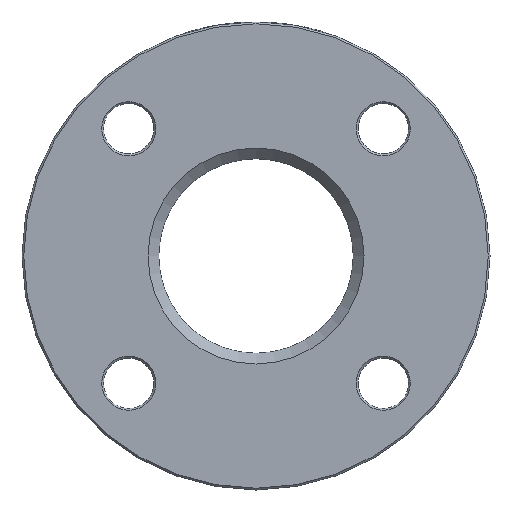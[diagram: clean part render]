
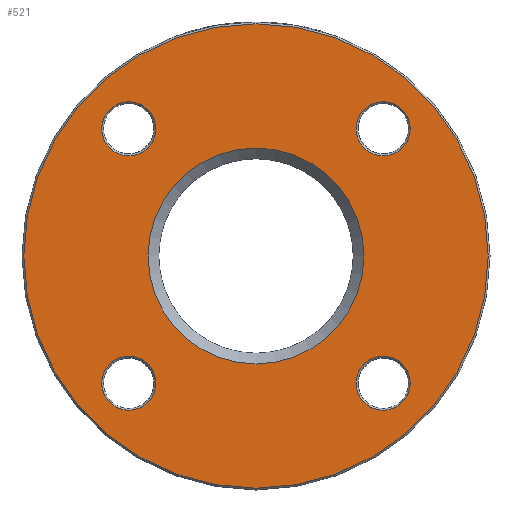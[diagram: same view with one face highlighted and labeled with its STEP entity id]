
A CAD part, left-side view. The second image highlights one B-rep face of the part: STEP entity #521.
In plain terms, the highlighted planar face has unit normal (-1, 0, 0).
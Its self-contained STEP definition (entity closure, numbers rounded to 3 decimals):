
#216 = DIRECTION ( 'NONE',  ( 1., 0., 0. ) ) ;
#224 = CARTESIAN_POINT ( 'NONE',  ( 0., 35.355, -35.355 ) ) ;
#297 = DIRECTION ( 'NONE',  ( 1., 0., 0. ) ) ;
#407 = DIRECTION ( 'NONE',  ( 0., 0., -1. ) ) ;
#434 = ORIENTED_EDGE ( 'NONE', *, *, #4663, .T. ) ;
#521 = ADVANCED_FACE ( 'NONE', ( #4722, #1715, #1369, #995, #632, #3581 ), #2836, .F. ) ;
#544 = EDGE_CURVE ( 'NONE', #4630, #4630, #2845, .T. ) ;
#560 = EDGE_LOOP ( 'NONE', ( #4475 ) ) ;
#609 = CARTESIAN_POINT ( 'NONE',  ( 0., 27., 0. ) ) ;
#632 = FACE_BOUND ( 'NONE', #560, .T. ) ;
#681 = EDGE_CURVE ( 'NONE', #4654, #4654, #2280, .T. ) ;
#743 = ORIENTED_EDGE ( 'NONE', *, *, #3163, .T. ) ;
#937 = CARTESIAN_POINT ( 'NONE',  ( 0., -35.355, 35.355 ) ) ;
#961 = DIRECTION ( 'NONE',  ( 0., 0., -1. ) ) ;
#995 = FACE_BOUND ( 'NONE', #4506, .T. ) ;
#1163 = EDGE_LOOP ( 'NONE', ( #743 ) ) ;
#1285 = VERTEX_POINT ( 'NONE', #2776 ) ;
#1346 = DIRECTION ( 'NONE',  ( 0., 0., -1. ) ) ;
#1357 = AXIS2_PLACEMENT_3D ( 'NONE', #4809, #3690, #961 ) ;
#1369 = FACE_BOUND ( 'NONE', #2441, .T. ) ;
#1443 = DIRECTION ( 'NONE',  ( 1., 0., 0. ) ) ;
#1489 = EDGE_CURVE ( 'NONE', #1649, #1649, #4135, .T. ) ;
#1499 = EDGE_LOOP ( 'NONE', ( #434 ) ) ;
#1589 = AXIS2_PLACEMENT_3D ( 'NONE', #3921, #4586, #3869 ) ;
#1632 = CIRCLE ( 'NONE', #3271, 64.5 ) ;
#1649 = VERTEX_POINT ( 'NONE', #2744 ) ;
#1672 = CARTESIAN_POINT ( 'NONE',  ( 0., 35.355, 27.855 ) ) ;
#1673 = ORIENTED_EDGE ( 'NONE', *, *, #1489, .T. ) ;
#1715 = FACE_OUTER_BOUND ( 'NONE', #1163, .T. ) ;
#1798 = CARTESIAN_POINT ( 'NONE',  ( 0., 0., -30. ) ) ;
#2106 = ORIENTED_EDGE ( 'NONE', *, *, #681, .T. ) ;
#2121 = CIRCLE ( 'NONE', #3778, 7.5 ) ;
#2241 = CARTESIAN_POINT ( 'NONE',  ( 0., 0., 0. ) ) ;
#2280 = CIRCLE ( 'NONE', #1589, 7.5 ) ;
#2309 = DIRECTION ( 'NONE',  ( -1., 0., 0. ) ) ;
#2441 = EDGE_LOOP ( 'NONE', ( #4065 ) ) ;
#2468 = VERTEX_POINT ( 'NONE', #3563 ) ;
#2514 = CARTESIAN_POINT ( 'NONE',  ( 0., -35.355, -35.355 ) ) ;
#2598 = CIRCLE ( 'NONE', #1357, 30. ) ;
#2744 = CARTESIAN_POINT ( 'NONE',  ( 0., -35.355, -42.855 ) ) ;
#2758 = AXIS2_PLACEMENT_3D ( 'NONE', #609, #297, #4024 ) ;
#2776 = CARTESIAN_POINT ( 'NONE',  ( 0., 0., -64.5 ) ) ;
#2836 = PLANE ( 'NONE',  #2758 ) ;
#2845 = CIRCLE ( 'NONE', #3378, 7.5 ) ;
#3163 = EDGE_CURVE ( 'NONE', #1285, #1285, #1632, .T. ) ;
#3271 = AXIS2_PLACEMENT_3D ( 'NONE', #2241, #2309, #3750 ) ;
#3378 = AXIS2_PLACEMENT_3D ( 'NONE', #224, #1443, #1346 ) ;
#3563 = CARTESIAN_POINT ( 'NONE',  ( 0., -35.355, 27.855 ) ) ;
#3581 = FACE_BOUND ( 'NONE', #4545, .T. ) ;
#3690 = DIRECTION ( 'NONE',  ( 1., 0., 0. ) ) ;
#3750 = DIRECTION ( 'NONE',  ( 0., 0., -1. ) ) ;
#3778 = AXIS2_PLACEMENT_3D ( 'NONE', #937, #216, #4584 ) ;
#3869 = DIRECTION ( 'NONE',  ( 0., 0., -1. ) ) ;
#3921 = CARTESIAN_POINT ( 'NONE',  ( 0., 35.355, 35.355 ) ) ;
#4024 = DIRECTION ( 'NONE',  ( 0., 0., -1. ) ) ;
#4065 = ORIENTED_EDGE ( 'NONE', *, *, #4533, .T. ) ;
#4135 = CIRCLE ( 'NONE', #4375, 7.5 ) ;
#4375 = AXIS2_PLACEMENT_3D ( 'NONE', #2514, #4799, #407 ) ;
#4406 = VERTEX_POINT ( 'NONE', #1798 ) ;
#4475 = ORIENTED_EDGE ( 'NONE', *, *, #544, .T. ) ;
#4506 = EDGE_LOOP ( 'NONE', ( #1673 ) ) ;
#4533 = EDGE_CURVE ( 'NONE', #2468, #2468, #2121, .T. ) ;
#4545 = EDGE_LOOP ( 'NONE', ( #2106 ) ) ;
#4577 = CARTESIAN_POINT ( 'NONE',  ( 0., 35.355, -42.855 ) ) ;
#4584 = DIRECTION ( 'NONE',  ( 0., 0., -1. ) ) ;
#4586 = DIRECTION ( 'NONE',  ( 1., 0., 0. ) ) ;
#4630 = VERTEX_POINT ( 'NONE', #4577 ) ;
#4654 = VERTEX_POINT ( 'NONE', #1672 ) ;
#4663 = EDGE_CURVE ( 'NONE', #4406, #4406, #2598, .T. ) ;
#4722 = FACE_BOUND ( 'NONE', #1499, .T. ) ;
#4799 = DIRECTION ( 'NONE',  ( 1., 0., 0. ) ) ;
#4809 = CARTESIAN_POINT ( 'NONE',  ( 0., 0., 0. ) ) ;
